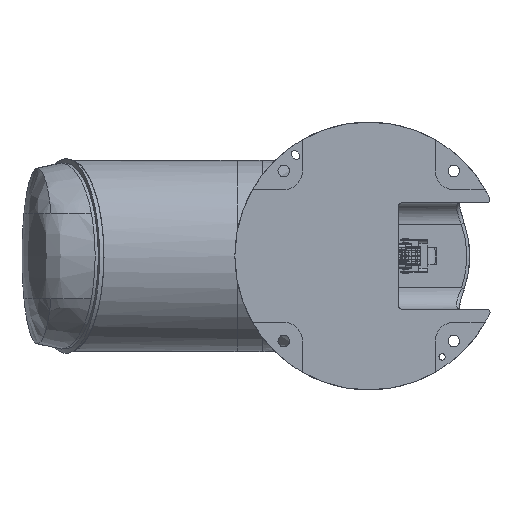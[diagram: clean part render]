
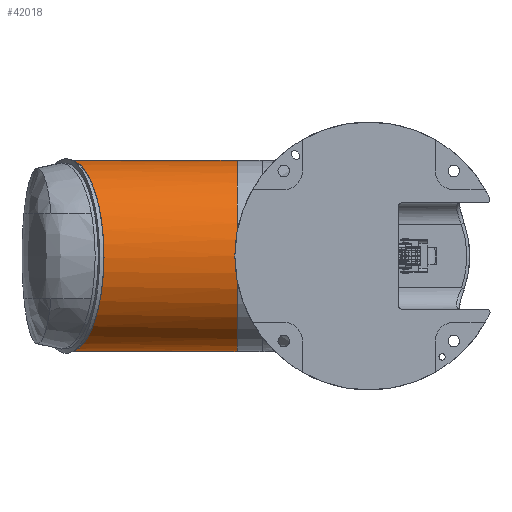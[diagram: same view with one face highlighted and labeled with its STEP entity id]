
A CAD part, front view. The second image highlights one B-rep face of the part: STEP entity #42018.
In plain terms, the highlighted cylindrical face has radius 90 mm (diameter 180 mm), a partial arc.
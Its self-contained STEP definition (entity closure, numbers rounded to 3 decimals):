
#289 = DIRECTION ( 'NONE',  ( 1., 0., 0. ) ) ;
#1114 = B_SPLINE_CURVE_WITH_KNOTS ( 'NONE', 3,
 ( #83671, #131242, #130744, #141911 ),
 .UNSPECIFIED., .F., .F.,
 ( 4, 4 ),
 ( 0., 1. ),
 .UNSPECIFIED. ) ;
#4833 = B_SPLINE_CURVE_WITH_KNOTS ( 'NONE', 3,
 ( #135111, #123943, #113304, #125440 ),
 .UNSPECIFIED., .F., .F.,
 ( 4, 4 ),
 ( 0., 1. ),
 .UNSPECIFIED. ) ;
#6771 = B_SPLINE_CURVE_WITH_KNOTS ( 'NONE', 3,
 ( #58824, #105869, #94716, #129633 ),
 .UNSPECIFIED., .F., .F.,
 ( 4, 4 ),
 ( 0., 1. ),
 .UNSPECIFIED. ) ;
#8332 =( BOUNDED_CURVE ( )  B_SPLINE_CURVE ( 3, ( #33471, #11165, #92088, #137681 ),
 .UNSPECIFIED., .F., .F. ) 
 B_SPLINE_CURVE_WITH_KNOTS ( ( 4, 4 ),
 ( 1.543, 1.571 ),
 .UNSPECIFIED. ) 
 CURVE ( )  GEOMETRIC_REPRESENTATION_ITEM ( )  RATIONAL_B_SPLINE_CURVE ( ( 1., 1., 1., 1. ) ) 
 REPRESENTATION_ITEM ( '' )  );
#8357 = CARTESIAN_POINT ( 'NONE',  ( 131.054, -52.721, 90. ) ) ;
#8417 = EDGE_CURVE ( 'NONE', #130341, #121656, #136829, .T. ) ;
#9437 = ORIENTED_EDGE ( 'NONE', *, *, #137590, .T. ) ;
#11165 = CARTESIAN_POINT ( 'NONE',  ( -2.013, -1.666, 89.988 ) ) ;
#11899 = CARTESIAN_POINT ( 'NONE',  ( 128.829, 0., -90. ) ) ;
#12016 = CARTESIAN_POINT ( 'NONE',  ( 150.243, 0., -90. ) ) ;
#12896 = CARTESIAN_POINT ( 'NONE',  ( 86., 0., -90. ) ) ;
#15631 = VERTEX_POINT ( 'NONE', #32826 ) ;
#16511 = DIRECTION ( 'NONE',  ( 0., 0., -1. ) ) ;
#17211 = CARTESIAN_POINT ( 'NONE',  ( -0.57, 0., 0. ) ) ;
#19758 = AXIS2_PLACEMENT_3D ( 'NONE', #46357, #289, #33751 ) ;
#27458 = CYLINDRICAL_SURFACE ( 'NONE', #19758, 90. ) ;
#30187 = AXIS2_PLACEMENT_3D ( 'NONE', #17211, #64733, #109320 ) ;
#31173 = CARTESIAN_POINT ( 'NONE',  ( 131.054, -52.721, -90. ) ) ;
#32826 = CARTESIAN_POINT ( 'NONE',  ( -0.57, 0., 90. ) ) ;
#33471 = CARTESIAN_POINT ( 'NONE',  ( -0.57, -2.5, 89.965 ) ) ;
#33751 = DIRECTION ( 'NONE',  ( 0., 0., -1. ) ) ;
#38551 = EDGE_CURVE ( 'NONE', #124295, #15631, #4833, .T. ) ;
#39991 = ORIENTED_EDGE ( 'NONE', *, *, #57264, .T. ) ;
#42018 = ADVANCED_FACE ( 'NONE', ( #67851 ), #27458, .T. ) ;
#43093 = EDGE_LOOP ( 'NONE', ( #76040, #149034, #115405, #59139, #100637, #9437, #145003, #99168, #39991 ) ) ;
#46357 = CARTESIAN_POINT ( 'NONE',  ( -7.9, 0., 0. ) ) ;
#47368 = CARTESIAN_POINT ( 'NONE',  ( -7.9, 0., 90. ) ) ;
#54396 = CARTESIAN_POINT ( 'NONE',  ( 150.243, 0., 90. ) ) ;
#54892 = CARTESIAN_POINT ( 'NONE',  ( 117.485, -90., 0. ) ) ;
#56346 = VERTEX_POINT ( 'NONE', #115161 ) ;
#56393 = EDGE_CURVE ( 'NONE', #126001, #130341, #94273, .T. ) ;
#57264 = EDGE_CURVE ( 'NONE', #141481, #82322, #85339, .T. ) ;
#58042 = CARTESIAN_POINT ( 'NONE',  ( -5.9, 0., 90. ) ) ;
#58824 = CARTESIAN_POINT ( 'NONE',  ( 150.243, 0., 90. ) ) ;
#59139 = ORIENTED_EDGE ( 'NONE', *, *, #145414, .T. ) ;
#64061 = CARTESIAN_POINT ( 'NONE',  ( -7.9, 0., 0. ) ) ;
#64733 = DIRECTION ( 'NONE',  ( 1., 0., 0. ) ) ;
#65047 = CARTESIAN_POINT ( 'NONE',  ( 117.485, -90., -52.721 ) ) ;
#65713 = CARTESIAN_POINT ( 'NONE',  ( 86., 0., 90. ) ) ;
#67851 = FACE_OUTER_BOUND ( 'NONE', #43093, .T. ) ;
#69167 = CARTESIAN_POINT ( 'NONE',  ( -6.9, 0., 90. ) ) ;
#75455 = EDGE_CURVE ( 'NONE', #82322, #126001, #1114, .T. ) ;
#76040 = ORIENTED_EDGE ( 'NONE', *, *, #75455, .T. ) ;
#78358 = CARTESIAN_POINT ( 'NONE',  ( -7.9, 0., -90. ) ) ;
#82322 = VERTEX_POINT ( 'NONE', #78358 ) ;
#83671 = CARTESIAN_POINT ( 'NONE',  ( -7.9, 0., -90. ) ) ;
#85339 = CIRCLE ( 'NONE', #94003, 90. ) ;
#90459 = CARTESIAN_POINT ( 'NONE',  ( 150.243, 0., 90. ) ) ;
#92088 = CARTESIAN_POINT ( 'NONE',  ( -3.456, -0.833, 90. ) ) ;
#92845 = CARTESIAN_POINT ( 'NONE',  ( 150.243, 0., -90. ) ) ;
#94003 = AXIS2_PLACEMENT_3D ( 'NONE', #64061, #108114, #16511 ) ;
#94273 = B_SPLINE_CURVE_WITH_KNOTS ( 'NONE', 3,
 ( #12896, #150052, #11899, #92845 ),
 .UNSPECIFIED., .F., .F.,
 ( 4, 4 ),
 ( 0., 1. ),
 .UNSPECIFIED. ) ;
#94716 = CARTESIAN_POINT ( 'NONE',  ( 107.414, 0., 90. ) ) ;
#99168 = ORIENTED_EDGE ( 'NONE', *, *, #146083, .T. ) ;
#100637 = ORIENTED_EDGE ( 'NONE', *, *, #38551, .T. ) ;
#101937 = CARTESIAN_POINT ( 'NONE',  ( -7.9, 0., 90. ) ) ;
#105869 = CARTESIAN_POINT ( 'NONE',  ( 128.829, 0., 90. ) ) ;
#106652 = VERTEX_POINT ( 'NONE', #127089 ) ;
#108114 = DIRECTION ( 'NONE',  ( 1., 0., 0. ) ) ;
#109320 = DIRECTION ( 'NONE',  ( 0., 0., -1. ) ) ;
#113304 = CARTESIAN_POINT ( 'NONE',  ( 28.287, 0., 90. ) ) ;
#115161 = CARTESIAN_POINT ( 'NONE',  ( -4.9, 0., 90. ) ) ;
#115405 = ORIENTED_EDGE ( 'NONE', *, *, #8417, .T. ) ;
#117096 = CARTESIAN_POINT ( 'NONE',  ( 86., 0., -90. ) ) ;
#121656 = VERTEX_POINT ( 'NONE', #90459 ) ;
#122232 = CARTESIAN_POINT ( 'NONE',  ( 117.485, -90., 52.721 ) ) ;
#123732 = CARTESIAN_POINT ( 'NONE',  ( 150.243, 0., -90. ) ) ;
#123943 = CARTESIAN_POINT ( 'NONE',  ( 57.143, 0., 90. ) ) ;
#124295 = VERTEX_POINT ( 'NONE', #65713 ) ;
#125440 = CARTESIAN_POINT ( 'NONE',  ( -0.57, 0., 90. ) ) ;
#126001 = VERTEX_POINT ( 'NONE', #117096 ) ;
#127089 = CARTESIAN_POINT ( 'NONE',  ( -0.57, -2.5, 89.965 ) ) ;
#127380 = CARTESIAN_POINT ( 'NONE',  ( -4.9, 0., 90. ) ) ;
#127859 = CIRCLE ( 'NONE', #30187, 90. ) ;
#129633 = CARTESIAN_POINT ( 'NONE',  ( 86., 0., 90. ) ) ;
#130341 = VERTEX_POINT ( 'NONE', #12016 ) ;
#130744 = CARTESIAN_POINT ( 'NONE',  ( 54.7, 0., -90. ) ) ;
#131242 = CARTESIAN_POINT ( 'NONE',  ( 23.4, 0., -90. ) ) ;
#135111 = CARTESIAN_POINT ( 'NONE',  ( 86., 0., 90. ) ) ;
#136312 = EDGE_CURVE ( 'NONE', #106652, #56346, #8332, .T. ) ;
#136829 =( BOUNDED_CURVE ( )  B_SPLINE_CURVE ( 3, ( #123732, #31173, #65047, #54892, #122232, #8357, #54396 ),
 .UNSPECIFIED., .F., .F. ) 
 B_SPLINE_CURVE_WITH_KNOTS ( ( 4, 3, 4 ),
 ( 1.571, 3.142, 4.712 ),
 .UNSPECIFIED. ) 
 CURVE ( )  GEOMETRIC_REPRESENTATION_ITEM ( )  RATIONAL_B_SPLINE_CURVE ( ( 1., 0.805, 0.805, 1., 0.805, 0.805, 1. ) ) 
 REPRESENTATION_ITEM ( '' )  );
#137590 = EDGE_CURVE ( 'NONE', #15631, #106652, #127859, .T. ) ;
#137681 = CARTESIAN_POINT ( 'NONE',  ( -4.9, 0., 90. ) ) ;
#141481 = VERTEX_POINT ( 'NONE', #101937 ) ;
#141911 = CARTESIAN_POINT ( 'NONE',  ( 86., 0., -90. ) ) ;
#145003 = ORIENTED_EDGE ( 'NONE', *, *, #136312, .T. ) ;
#145414 = EDGE_CURVE ( 'NONE', #121656, #124295, #6771, .T. ) ;
#146083 = EDGE_CURVE ( 'NONE', #56346, #141481, #147404, .T. ) ;
#147404 = B_SPLINE_CURVE_WITH_KNOTS ( 'NONE', 3,
 ( #127380, #58042, #69167, #47368 ),
 .UNSPECIFIED., .F., .F.,
 ( 4, 4 ),
 ( 0., 1. ),
 .UNSPECIFIED. ) ;
#149034 = ORIENTED_EDGE ( 'NONE', *, *, #56393, .T. ) ;
#150052 = CARTESIAN_POINT ( 'NONE',  ( 107.414, 0., -90. ) ) ;
